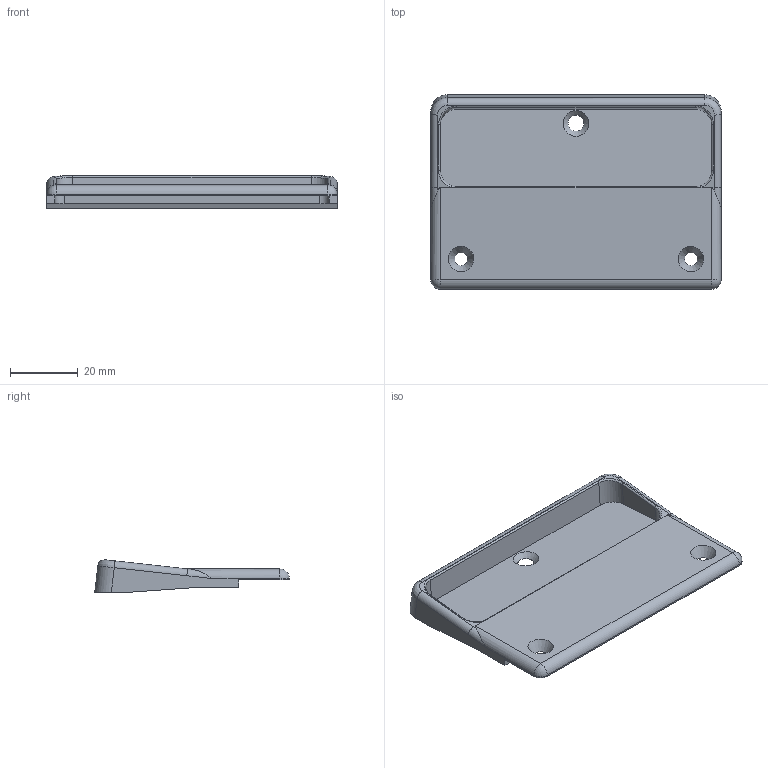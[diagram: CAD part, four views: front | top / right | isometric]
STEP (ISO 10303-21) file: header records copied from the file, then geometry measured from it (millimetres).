
FILE_DESCRIPTION(('FreeCAD Model'),'2;1');
FILE_NAME('screen-door-handle.step', '2014-09-02T15:00:38',('FreeCAD'),('FreeCAD'), 'Open CASCADE STEP processor 6.7','FreeCAD','Unknown');
FILE_SCHEMA(('AUTOMOTIVE_DESIGN_CC2 { 1 2 10303 214 -1 1 5 4 }'));
Length unit declared in the file: millimetre
Products named in the file (1): handle_final
Bounding box: 85.63 x 57.41 x 9.51 mm (x, y, z)
Volume: 12828.8 mm3; surface area: 13000.8 mm2
Topology: 1 solids, 1 shells, 78 faces, 209 edges, 132 vertices
Faces by surface type: plane 33, cylinder 31, bspline 9, cone 3, sphere 2
Entity records: 6068 total; most frequent: CARTESIAN_POINT 2153, DIRECTION 666, ORIENTED_EDGE 414, PCURVE 414, DEFINITIONAL_REPRESENTATION 414, LINE 380, VECTOR 380, EDGE_CURVE 207
